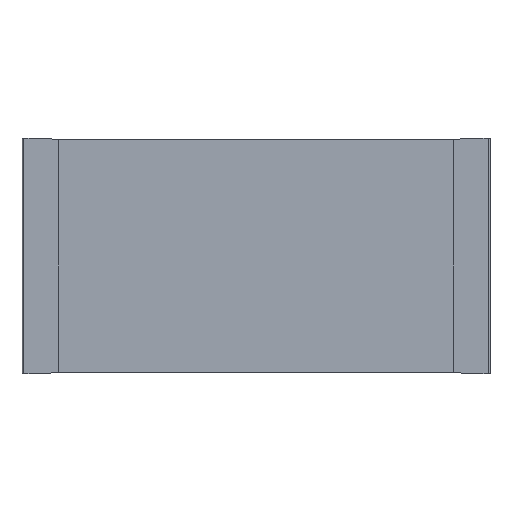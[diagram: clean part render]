
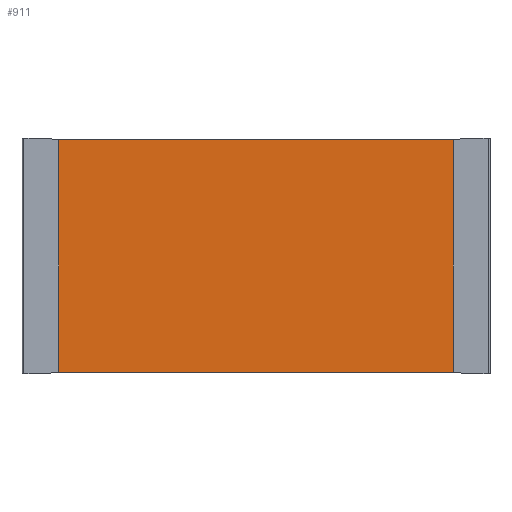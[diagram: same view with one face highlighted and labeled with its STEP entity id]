
A CAD part, top view. The second image highlights one B-rep face of the part: STEP entity #911.
In plain terms, the highlighted planar face has unit normal (0, 0, 1).
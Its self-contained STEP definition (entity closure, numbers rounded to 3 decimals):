
#78=FACE_OUTER_BOUND('',#126,.T.);
#126=EDGE_LOOP('',(#664,#665,#666,#667));
#193=LINE('',#1398,#291);
#199=LINE('',#1411,#297);
#200=LINE('',#1413,#298);
#201=LINE('',#1414,#299);
#291=VECTOR('',#1138,10.);
#297=VECTOR('',#1156,10.);
#298=VECTOR('',#1157,10.);
#299=VECTOR('',#1158,10.);
#348=VERTEX_POINT('',#1287);
#353=VERTEX_POINT('',#1297);
#388=VERTEX_POINT('',#1410);
#389=VERTEX_POINT('',#1412);
#483=EDGE_CURVE('',#353,#348,#193,.T.);
#489=EDGE_CURVE('',#388,#348,#199,.T.);
#490=EDGE_CURVE('',#389,#388,#200,.T.);
#491=EDGE_CURVE('',#353,#389,#201,.T.);
#664=ORIENTED_EDGE('',*,*,#483,.T.);
#665=ORIENTED_EDGE('',*,*,#489,.F.);
#666=ORIENTED_EDGE('',*,*,#490,.F.);
#667=ORIENTED_EDGE('',*,*,#491,.F.);
#821=PLANE('',#993);
#911=ADVANCED_FACE('',(#78),#821,.T.);
#993=AXIS2_PLACEMENT_3D('',#1409,#1154,#1155);
#1138=DIRECTION('',(0.,1.,0.));
#1154=DIRECTION('center_axis',(0.,0.,1.));
#1155=DIRECTION('ref_axis',(1.,0.,0.));
#1156=DIRECTION('',(1.,0.,0.));
#1157=DIRECTION('',(0.,1.,0.));
#1158=DIRECTION('',(-1.,0.,0.));
#1287=CARTESIAN_POINT('',(6.175,1.58,0.5));
#1297=CARTESIAN_POINT('',(6.175,-1.58,0.5));
#1398=CARTESIAN_POINT('',(6.175,0.,0.5));
#1409=CARTESIAN_POINT('Origin',(0.388,0.,0.5));
#1410=CARTESIAN_POINT('',(0.825,1.58,0.5));
#1411=CARTESIAN_POINT('',(0.388,1.58,0.5));
#1412=CARTESIAN_POINT('',(0.825,-1.58,0.5));
#1413=CARTESIAN_POINT('',(0.825,0.,0.5));
#1414=CARTESIAN_POINT('',(0.388,-1.58,0.5));
